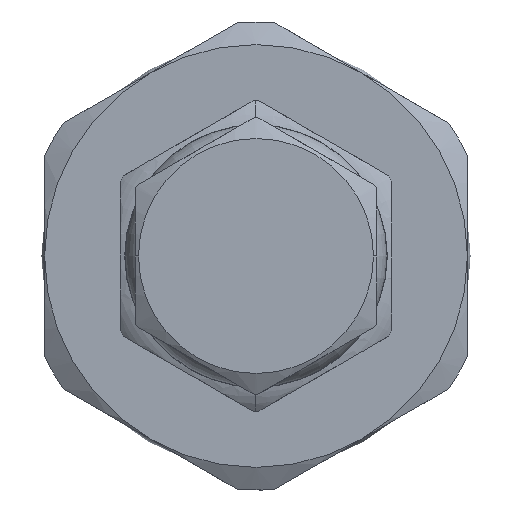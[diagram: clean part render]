
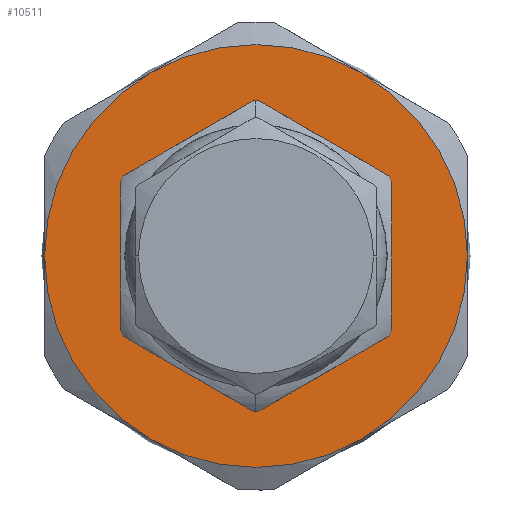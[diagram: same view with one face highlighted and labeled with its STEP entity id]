
A CAD part, left-side view. The second image highlights one B-rep face of the part: STEP entity #10511.
In plain terms, the highlighted planar face has unit normal (-1, 0, 0).
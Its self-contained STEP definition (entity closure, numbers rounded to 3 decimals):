
#147 = CARTESIAN_POINT ( 'NONE',  ( 0., 0., -6.875 ) ) ;
#488 = AXIS2_PLACEMENT_3D ( 'NONE', #3941, #11273, #5009 ) ;
#588 = AXIS2_PLACEMENT_3D ( 'NONE', #3137, #1124, #10654 ) ;
#1090 = CARTESIAN_POINT ( 'NONE',  ( 0., 0., 0. ) ) ;
#1124 = DIRECTION ( 'NONE',  ( -1., 0., 0. ) ) ;
#1238 = CARTESIAN_POINT ( 'NONE',  ( 0., 0., 6.875 ) ) ;
#1436 = CARTESIAN_POINT ( 'NONE',  ( 0., 0., 0. ) ) ;
#1461 = CARTESIAN_POINT ( 'NONE',  ( 0., -5.555, -9.622 ) ) ;
#1544 = DIRECTION ( 'NONE',  ( -1., 0., 0. ) ) ;
#1729 = DIRECTION ( 'NONE',  ( 0., -1., 0. ) ) ;
#2658 = AXIS2_PLACEMENT_3D ( 'NONE', #7862, #12161, #1729 ) ;
#2661 = DIRECTION ( 'NONE',  ( -1., 0., 0. ) ) ;
#2807 = VERTEX_POINT ( 'NONE', #13187 ) ;
#3002 = EDGE_CURVE ( 'NONE', #8728, #13325, #11135, .T. ) ;
#3137 = CARTESIAN_POINT ( 'NONE',  ( 0., 0., 0. ) ) ;
#3265 = AXIS2_PLACEMENT_3D ( 'NONE', #3339, #12635, #12899 ) ;
#3339 = CARTESIAN_POINT ( 'NONE',  ( 0., 0., 0. ) ) ;
#3527 = DIRECTION ( 'NONE',  ( 0., 0., -1. ) ) ;
#3871 = CARTESIAN_POINT ( 'NONE',  ( 0., -22.22, 0. ) ) ;
#3941 = CARTESIAN_POINT ( 'NONE',  ( 0., 0., 0. ) ) ;
#3984 = CARTESIAN_POINT ( 'NONE',  ( 0., -11.11, 0. ) ) ;
#4598 = CARTESIAN_POINT ( 'NONE',  ( 0., 0., 0. ) ) ;
#4757 = PLANE ( 'NONE',  #10250 ) ;
#4777 = VERTEX_POINT ( 'NONE', #147 ) ;
#4810 = VERTEX_POINT ( 'NONE', #12753 ) ;
#5009 = DIRECTION ( 'NONE',  ( 0., -1., 0. ) ) ;
#5181 = ORIENTED_EDGE ( 'NONE', *, *, #7139, .T. ) ;
#5188 = ORIENTED_EDGE ( 'NONE', *, *, #3002, .T. ) ;
#5281 = DIRECTION ( 'NONE',  ( -1., 0., 0. ) ) ;
#5302 = EDGE_CURVE ( 'NONE', #12733, #8728, #8944, .T. ) ;
#5532 = CIRCLE ( 'NONE', #12086, 11.11 ) ;
#5677 = DIRECTION ( 'NONE',  ( 1., 0., 0. ) ) ;
#5747 = EDGE_LOOP ( 'NONE', ( #10850, #7100 ) ) ;
#5790 = VERTEX_POINT ( 'NONE', #10271 ) ;
#5849 = AXIS2_PLACEMENT_3D ( 'NONE', #1436, #5677, #3527 ) ;
#6106 = ORIENTED_EDGE ( 'NONE', *, *, #10868, .T. ) ;
#6110 = EDGE_CURVE ( 'NONE', #4777, #7972, #8986, .T. ) ;
#6125 = AXIS2_PLACEMENT_3D ( 'NONE', #4598, #11979, #8665 ) ;
#6748 = EDGE_CURVE ( 'NONE', #7972, #4777, #7004, .T. ) ;
#7004 = CIRCLE ( 'NONE', #5849, 6.875 ) ;
#7100 = ORIENTED_EDGE ( 'NONE', *, *, #6110, .T. ) ;
#7139 = EDGE_CURVE ( 'NONE', #4810, #5790, #5532, .T. ) ;
#7189 = CARTESIAN_POINT ( 'NONE',  ( 0., 5.555, -9.622 ) ) ;
#7357 = DIRECTION ( 'NONE',  ( 0., -1., 0. ) ) ;
#7862 = CARTESIAN_POINT ( 'NONE',  ( 0., 0., 0. ) ) ;
#7972 = VERTEX_POINT ( 'NONE', #1238 ) ;
#8092 = FACE_OUTER_BOUND ( 'NONE', #11784, .T. ) ;
#8665 = DIRECTION ( 'NONE',  ( 0., 0., -1. ) ) ;
#8670 = ORIENTED_EDGE ( 'NONE', *, *, #12930, .T. ) ;
#8728 = VERTEX_POINT ( 'NONE', #1461 ) ;
#8750 = CIRCLE ( 'NONE', #2658, 11.11 ) ;
#8944 = CIRCLE ( 'NONE', #588, 11.11 ) ;
#8986 = CIRCLE ( 'NONE', #6125, 6.875 ) ;
#9895 = DIRECTION ( 'NONE',  ( 0., -1., 0. ) ) ;
#9948 = DIRECTION ( 'NONE',  ( 0., -1., 0. ) ) ;
#10250 = AXIS2_PLACEMENT_3D ( 'NONE', #3871, #2661, #9948 ) ;
#10271 = CARTESIAN_POINT ( 'NONE',  ( 0., 11.11, 0. ) ) ;
#10511 = ADVANCED_FACE ( 'NONE', ( #13538, #8092 ), #4757, .T. ) ;
#10654 = DIRECTION ( 'NONE',  ( 0., -1., 0. ) ) ;
#10850 = ORIENTED_EDGE ( 'NONE', *, *, #6748, .T. ) ;
#10868 = EDGE_CURVE ( 'NONE', #13325, #2807, #12208, .T. ) ;
#10973 = EDGE_CURVE ( 'NONE', #2807, #4810, #8750, .T. ) ;
#11135 = CIRCLE ( 'NONE', #488, 11.11 ) ;
#11273 = DIRECTION ( 'NONE',  ( -1., 0., 0. ) ) ;
#11688 = CIRCLE ( 'NONE', #3265, 11.11 ) ;
#11766 = AXIS2_PLACEMENT_3D ( 'NONE', #12882, #1544, #9895 ) ;
#11784 = EDGE_LOOP ( 'NONE', ( #5188, #6106, #12205, #5181, #8670, #13104 ) ) ;
#11979 = DIRECTION ( 'NONE',  ( 1., 0., 0. ) ) ;
#12086 = AXIS2_PLACEMENT_3D ( 'NONE', #1090, #5281, #7357 ) ;
#12161 = DIRECTION ( 'NONE',  ( -1., 0., 0. ) ) ;
#12205 = ORIENTED_EDGE ( 'NONE', *, *, #10973, .T. ) ;
#12208 = CIRCLE ( 'NONE', #11766, 11.11 ) ;
#12635 = DIRECTION ( 'NONE',  ( -1., 0., 0. ) ) ;
#12733 = VERTEX_POINT ( 'NONE', #7189 ) ;
#12753 = CARTESIAN_POINT ( 'NONE',  ( 0., 5.555, 9.622 ) ) ;
#12882 = CARTESIAN_POINT ( 'NONE',  ( 0., 0., 0. ) ) ;
#12899 = DIRECTION ( 'NONE',  ( 0., -1., 0. ) ) ;
#12930 = EDGE_CURVE ( 'NONE', #5790, #12733, #11688, .T. ) ;
#13104 = ORIENTED_EDGE ( 'NONE', *, *, #5302, .T. ) ;
#13187 = CARTESIAN_POINT ( 'NONE',  ( 0., -5.555, 9.622 ) ) ;
#13325 = VERTEX_POINT ( 'NONE', #3984 ) ;
#13538 = FACE_BOUND ( 'NONE', #5747, .T. ) ;
